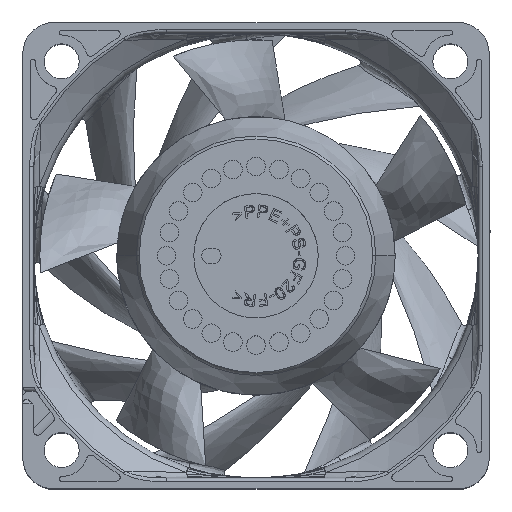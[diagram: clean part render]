
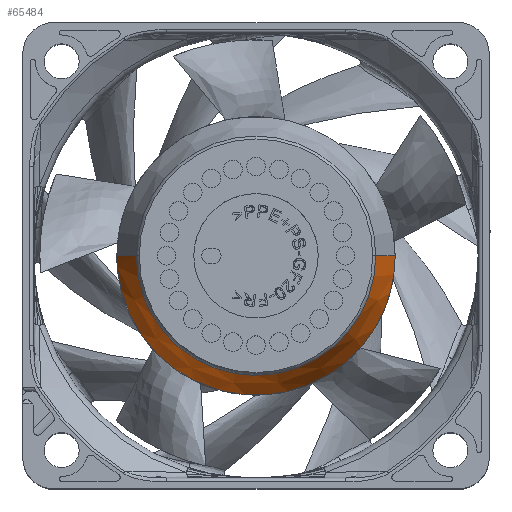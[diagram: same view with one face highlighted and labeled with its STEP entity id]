
A CAD part, top view. The second image highlights one B-rep face of the part: STEP entity #65484.
In plain terms, the highlighted conical face has half-angle 21.801 degrees and reference radius 16.651 mm.
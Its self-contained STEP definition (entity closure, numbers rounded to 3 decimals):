
#59783=CARTESIAN_POINT('',(0.,0.,29.343));
#59784=DIRECTION('',(0.,0.,-1.));
#59785=DIRECTION('',(1.,0.,0.));
#59786=AXIS2_PLACEMENT_3D('',#59783,#59784,#59785);
#59788=CARTESIAN_POINT('',(0.,0.,23.1));
#59789=DIRECTION('',(0.,0.,-1.));
#59790=DIRECTION('',(-0.998,-0.067,0.));
#59791=AXIS2_PLACEMENT_3D('',#59788,#59789,#59790);
#59793=DIRECTION('',(0.371,0.,0.928));
#59794=VECTOR('',#59793,6.724);
#59795=CARTESIAN_POINT('',(-17.9,0.,
23.1));
#59796=LINE('',#59795,#59794);
#59797=CARTESIAN_POINT('',(0.,0.,23.1));
#59798=DIRECTION('',(0.,0.,-1.));
#59799=DIRECTION('',(1.,0.,0.));
#59800=AXIS2_PLACEMENT_3D('',#59797,#59798,#59799);
#59802=CARTESIAN_POINT('',(0.,0.,23.1));
#59803=DIRECTION('',(0.,0.,-1.));
#59804=DIRECTION('',(0.846,-0.533,0.));
#59805=AXIS2_PLACEMENT_3D('',#59802,#59803,#59804);
#59807=CARTESIAN_POINT('',(0.,0.,23.1));
#59808=DIRECTION('',(0.,0.,-1.));
#59809=DIRECTION('',(-0.245,-0.97,0.));
#59810=AXIS2_PLACEMENT_3D('',#59807,#59808,#59809);
#59812=CARTESIAN_POINT('',(0.,0.,23.1));
#59813=DIRECTION('',(0.,0.,-1.));
#59814=DIRECTION('',(-0.283,-0.959,0.));
#59815=AXIS2_PLACEMENT_3D('',#59812,#59813,#59814);
#60220=CARTESIAN_POINT('',(-4.385,-17.355,
23.1));
#60221=CARTESIAN_POINT('',(-4.357,-17.36,
23.104));
#60222=CARTESIAN_POINT('',(-4.3,-17.371,
23.112));
#60223=CARTESIAN_POINT('',(-4.214,-17.387,
23.123));
#60224=CARTESIAN_POINT('',(-4.156,-17.398,
23.13));
#60225=CARTESIAN_POINT('',(-4.127,-17.404,
23.134));
#60231=CARTESIAN_POINT('',(-4.127,-17.404,
23.134));
#60232=CARTESIAN_POINT('',(-4.13,-17.405,
23.13));
#60233=CARTESIAN_POINT('',(-4.135,-17.407,
23.122));
#60234=CARTESIAN_POINT('',(-4.143,-17.409,
23.111));
#60235=CARTESIAN_POINT('',(-4.148,-17.411,
23.104));
#60236=CARTESIAN_POINT('',(-4.15,-17.412,
23.1));
#60245=CARTESIAN_POINT('',(15.15,-9.533,
23.1));
#60246=CARTESIAN_POINT('',(15.164,-9.508,
23.104));
#60247=CARTESIAN_POINT('',(15.192,-9.458,
23.112));
#60248=CARTESIAN_POINT('',(15.234,-9.381,
23.123));
#60249=CARTESIAN_POINT('',(15.263,-9.329,
23.13));
#60250=CARTESIAN_POINT('',(15.277,-9.303,
23.134));
#60256=CARTESIAN_POINT('',(15.277,-9.303,
23.134));
#60257=CARTESIAN_POINT('',(15.277,-9.306,
23.13));
#60258=CARTESIAN_POINT('',(15.277,-9.311,
23.122));
#60259=CARTESIAN_POINT('',(15.277,-9.32,
23.111));
#60260=CARTESIAN_POINT('',(15.277,-9.325,
23.104));
#60261=CARTESIAN_POINT('',(15.277,-9.328,
23.1));
#60268=DIRECTION('',(-0.371,0.,0.928));
#60269=VECTOR('',#60268,6.724);
#60270=CARTESIAN_POINT('',(17.9,0.,23.1));
#60271=LINE('',#60270,#60269);
#60339=CARTESIAN_POINT('',(-17.86,-1.192,
23.1));
#60340=CARTESIAN_POINT('',(-17.857,-1.221,
23.104));
#60341=CARTESIAN_POINT('',(-17.85,-1.278,
23.112));
#60342=CARTESIAN_POINT('',(-17.839,-1.365,
23.123));
#60343=CARTESIAN_POINT('',(-17.831,-1.424,
23.13));
#60344=CARTESIAN_POINT('',(-17.827,-1.453,
23.134));
#60350=CARTESIAN_POINT('',(-17.827,-1.453,
23.134));
#60351=CARTESIAN_POINT('',(-17.829,-1.451,
23.13));
#60352=CARTESIAN_POINT('',(-17.832,-1.446,
23.122));
#60353=CARTESIAN_POINT('',(-17.837,-1.44,
23.111));
#60354=CARTESIAN_POINT('',(-17.841,-1.436,
23.104));
#60355=CARTESIAN_POINT('',(-17.843,-1.434,
23.1));
#64644=CARTESIAN_POINT('',(-15.403,0.,29.343));
#64645=VERTEX_POINT('',#64644);
#64646=CARTESIAN_POINT('',(15.403,0.,29.343));
#64647=VERTEX_POINT('',#64646);
#64648=CARTESIAN_POINT('',(-17.86,-1.192,
23.1));
#64649=CARTESIAN_POINT('',(-17.9,0.,
23.1));
#64650=VERTEX_POINT('',#64648);
#64651=VERTEX_POINT('',#64649);
#64652=CARTESIAN_POINT('',(17.9,0.,23.1));
#64653=VERTEX_POINT('',#64652);
#64654=CARTESIAN_POINT('',(15.277,-9.328,
23.1));
#64655=VERTEX_POINT('',#64654);
#64656=VERTEX_POINT('',#60256);
#64657=VERTEX_POINT('',#60245);
#64658=CARTESIAN_POINT('',(-4.15,-17.412,
23.1));
#64659=VERTEX_POINT('',#64658);
#64660=VERTEX_POINT('',#60231);
#64661=VERTEX_POINT('',#60220);
#64662=CARTESIAN_POINT('',(-5.069,-17.167,
23.1));
#64663=VERTEX_POINT('',#64662);
#64664=CARTESIAN_POINT('',(-17.843,-1.434,
23.1));
#64665=VERTEX_POINT('',#64664);
#64666=VERTEX_POINT('',#60350);
#65450=CARTESIAN_POINT('',(0.,0.,26.221));
#65451=DIRECTION('',(0.,0.,-1.));
#65452=DIRECTION('',(-1.,0.,0.));
#65453=AXIS2_PLACEMENT_3D('',#65450,#65451,#65452);
#65454=CONICAL_SURFACE('',#65453,16.651,21.801);
#65456=ORIENTED_EDGE('',*,*,#65455,.T.);
#65458=ORIENTED_EDGE('',*,*,#65457,.T.);
#65459=ORIENTED_EDGE('',*,*,#65444,.F.);
#65461=ORIENTED_EDGE('',*,*,#65460,.F.);
#65463=ORIENTED_EDGE('',*,*,#65462,.T.);
#65465=ORIENTED_EDGE('',*,*,#65464,.F.);
#65467=ORIENTED_EDGE('',*,*,#65466,.F.);
#65469=ORIENTED_EDGE('',*,*,#65468,.T.);
#65471=ORIENTED_EDGE('',*,*,#65470,.F.);
#65473=ORIENTED_EDGE('',*,*,#65472,.F.);
#65475=ORIENTED_EDGE('',*,*,#65474,.T.);
#65477=ORIENTED_EDGE('',*,*,#65476,.T.);
#65479=ORIENTED_EDGE('',*,*,#65478,.F.);
#65481=ORIENTED_EDGE('',*,*,#65480,.F.);
#65482=EDGE_LOOP('',(#65456,#65458,#65459,#65461,#65463,#65465,#65467,#65469,
#65471,#65473,#65475,#65477,#65479,#65481));
#65483=FACE_OUTER_BOUND('',#65482,.F.);
#65484=ADVANCED_FACE('',(#65483),#65454,.T.);
#59787=CIRCLE('',#59786,15.403);
#59792=CIRCLE('',#59791,17.9);
#59801=CIRCLE('',#59800,17.9);
#59806=CIRCLE('',#59805,17.9);
#59811=CIRCLE('',#59810,17.9);
#59816=CIRCLE('',#59815,17.9);
#60226=B_SPLINE_CURVE_WITH_KNOTS('',3,(#60220,#60221,#60222,#60223,#60224,
#60225),.UNSPECIFIED.,.F.,.F.,(4,1,1,4),(0.,0.333,
0.667,1.),.UNSPECIFIED.);
#60237=B_SPLINE_CURVE_WITH_KNOTS('',3,(#60231,#60232,#60233,#60234,#60235,
#60236),.UNSPECIFIED.,.F.,.F.,(4,1,1,4),(0.,0.333,
0.667,1.),.UNSPECIFIED.);
#60251=B_SPLINE_CURVE_WITH_KNOTS('',3,(#60245,#60246,#60247,#60248,#60249,
#60250),.UNSPECIFIED.,.F.,.F.,(4,1,1,4),(0.,0.333,
0.667,1.),.UNSPECIFIED.);
#60262=B_SPLINE_CURVE_WITH_KNOTS('',3,(#60256,#60257,#60258,#60259,#60260,
#60261),.UNSPECIFIED.,.F.,.F.,(4,1,1,4),(0.,0.333,
0.667,1.),.UNSPECIFIED.);
#60345=B_SPLINE_CURVE_WITH_KNOTS('',3,(#60339,#60340,#60341,#60342,#60343,
#60344),.UNSPECIFIED.,.F.,.F.,(4,1,1,4),(0.,0.333,
0.667,1.),.UNSPECIFIED.);
#60356=B_SPLINE_CURVE_WITH_KNOTS('',3,(#60350,#60351,#60352,#60353,#60354,
#60355),.UNSPECIFIED.,.F.,.F.,(4,1,1,4),(0.,0.333,
0.667,1.),.UNSPECIFIED.);
#65444=EDGE_CURVE('',#64647,#64645,#59787,.T.);
#65455=EDGE_CURVE('',#64650,#64651,#59792,.T.);
#65457=EDGE_CURVE('',#64651,#64645,#59796,.T.);
#65460=EDGE_CURVE('',#64653,#64647,#60271,.T.);
#65462=EDGE_CURVE('',#64653,#64655,#59801,.T.);
#65464=EDGE_CURVE('',#64656,#64655,#60262,.T.);
#65466=EDGE_CURVE('',#64657,#64656,#60251,.T.);
#65468=EDGE_CURVE('',#64657,#64659,#59806,.T.);
#65470=EDGE_CURVE('',#64660,#64659,#60237,.T.);
#65472=EDGE_CURVE('',#64661,#64660,#60226,.T.);
#65474=EDGE_CURVE('',#64661,#64663,#59811,.T.);
#65476=EDGE_CURVE('',#64663,#64665,#59816,.T.);
#65478=EDGE_CURVE('',#64666,#64665,#60356,.T.);
#65480=EDGE_CURVE('',#64650,#64666,#60345,.T.);
